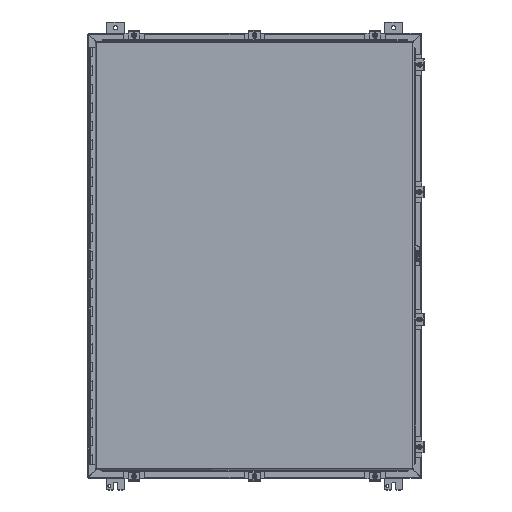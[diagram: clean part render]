
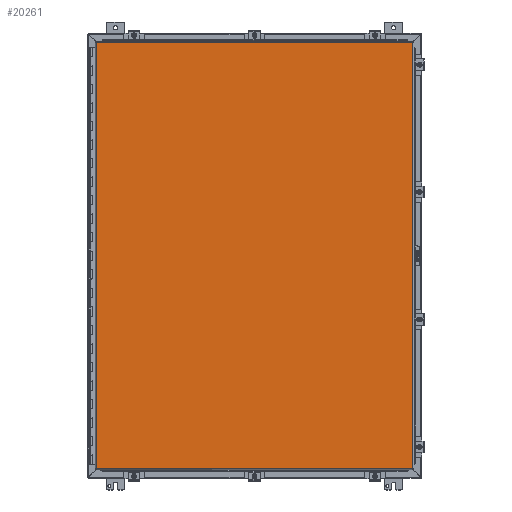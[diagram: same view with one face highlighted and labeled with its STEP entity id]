
A CAD part, top view. The second image highlights one B-rep face of the part: STEP entity #20261.
In plain terms, the highlighted face is planar.
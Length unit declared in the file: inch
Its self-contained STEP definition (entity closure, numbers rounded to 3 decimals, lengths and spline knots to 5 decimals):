
#897 = EDGE_CURVE ( 'NONE', #9575, #18886, #5407, .T. ) ;
#3892 = ORIENTED_EDGE ( 'NONE', *, *, #39057, .T. ) ;
#4820 = VECTOR ( 'NONE', #24694, 39.37008 ) ;
#5263 = ORIENTED_EDGE ( 'NONE', *, *, #21887, .T. ) ;
#5407 = LINE ( 'NONE', #22224, #4820 ) ;
#6898 = CARTESIAN_POINT ( 'NONE',  ( -17.08225, 22.9885, 0. ) ) ;
#8425 = CARTESIAN_POINT ( 'NONE',  ( -17.08225, -22.9885, 0. ) ) ;
#9575 = VERTEX_POINT ( 'NONE', #32127 ) ;
#11862 = EDGE_CURVE ( 'NONE', #18886, #23915, #13051, .T. ) ;
#13051 = LINE ( 'NONE', #24925, #23003 ) ;
#13407 = LINE ( 'NONE', #23992, #22304 ) ;
#15045 = CARTESIAN_POINT ( 'NONE',  ( 17.08225, 22.9885, 0. ) ) ;
#17724 = EDGE_LOOP ( 'NONE', ( #40816, #3892, #5263, #22844 ) ) ;
#18058 = DIRECTION ( 'NONE',  ( 1., 0., 0. ) ) ;
#18169 = DIRECTION ( 'NONE',  ( 0., 0., 1. ) ) ;
#18201 = CARTESIAN_POINT ( 'NONE',  ( 0., 0., 0. ) ) ;
#18637 = DIRECTION ( 'NONE',  ( 1., 0., 0. ) ) ;
#18647 = PLANE ( 'NONE',  #41109 ) ;
#18886 = VERTEX_POINT ( 'NONE', #8425 ) ;
#20261 = ADVANCED_FACE ( 'NONE', ( #33457 ), #18647, .F. ) ;
#20401 = VERTEX_POINT ( 'NONE', #15045 ) ;
#21887 = EDGE_CURVE ( 'NONE', #20401, #9575, #13407, .T. ) ;
#22224 = CARTESIAN_POINT ( 'NONE',  ( 17.08225, -22.9885, 0. ) ) ;
#22304 = VECTOR ( 'NONE', #24048, 39.37008 ) ;
#22844 = ORIENTED_EDGE ( 'NONE', *, *, #897, .T. ) ;
#23003 = VECTOR ( 'NONE', #24932, 39.37008 ) ;
#23915 = VERTEX_POINT ( 'NONE', #6898 ) ;
#23992 = CARTESIAN_POINT ( 'NONE',  ( 17.08225, 22.9885, 0. ) ) ;
#24048 = DIRECTION ( 'NONE',  ( 0., -1., 0. ) ) ;
#24694 = DIRECTION ( 'NONE',  ( -1., 0., 0. ) ) ;
#24925 = CARTESIAN_POINT ( 'NONE',  ( -17.08225, -22.9885, 0. ) ) ;
#24932 = DIRECTION ( 'NONE',  ( 0., 1., 0. ) ) ;
#25885 = VECTOR ( 'NONE', #18637, 39.37008 ) ;
#32127 = CARTESIAN_POINT ( 'NONE',  ( 17.08225, -22.9885, 0. ) ) ;
#33457 = FACE_OUTER_BOUND ( 'NONE', #17724, .T. ) ;
#35504 = CARTESIAN_POINT ( 'NONE',  ( -17.08225, 22.9885, 0. ) ) ;
#39057 = EDGE_CURVE ( 'NONE', #23915, #20401, #42835, .T. ) ;
#40816 = ORIENTED_EDGE ( 'NONE', *, *, #11862, .T. ) ;
#41109 = AXIS2_PLACEMENT_3D ( 'NONE', #18201, #18169, #18058 ) ;
#42835 = LINE ( 'NONE', #35504, #25885 ) ;
